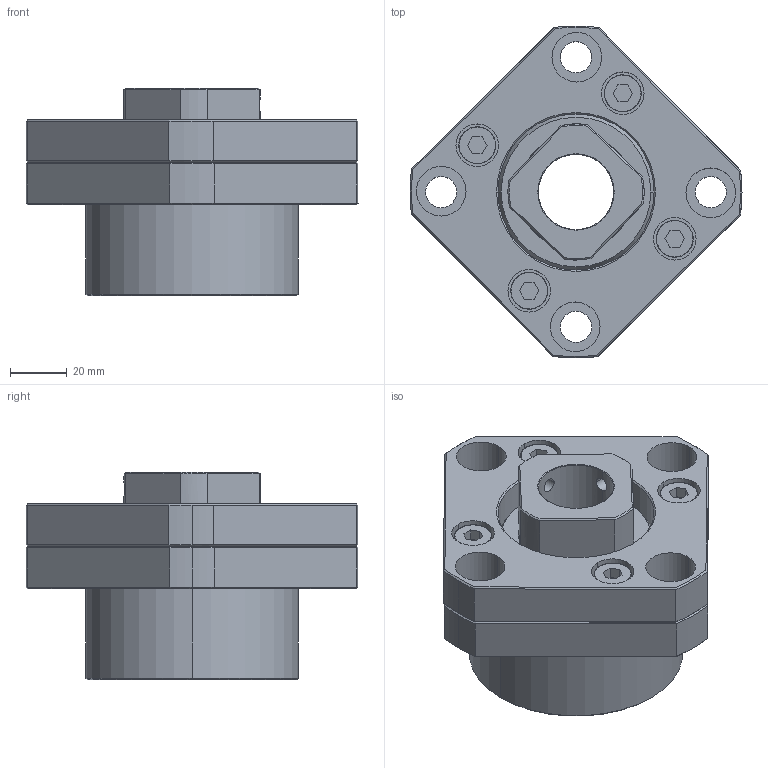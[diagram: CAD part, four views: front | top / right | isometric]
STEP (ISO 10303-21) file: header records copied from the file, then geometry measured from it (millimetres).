
FILE_DESCRIPTION (( 'STEP AP214' ), '1' );
FILE_NAME ('FK30.STEP', '2019-04-08T01:49:27', ( '' ), ( '' ), 'SwSTEP 2.0', 'SolidWorks 2015', '' );
FILE_SCHEMA (( 'AUTOMOTIVE_DESIGN' ));
Length unit declared in the file: millimetre
Products named in the file (1): FK30
Bounding box: 117 x 116.96 x 73 mm (x, y, z)
Surface area: 65064.6 mm2 (no closed solid volume)
Topology: 0 solids, 33 shells, 753 faces, 2047 edges, 1348 vertices
Faces by surface type: plane 606, cylinder 65, cone 51, bspline 31
Entity records: 26579 total; most frequent: CARTESIAN_POINT 6795, ORIENTED_EDGE 4016, DIRECTION 3553, EDGE_CURVE 2047, LINE 1703, VECTOR 1703, VERTEX_POINT 1348, AXIS2_PLACEMENT_3D 925
